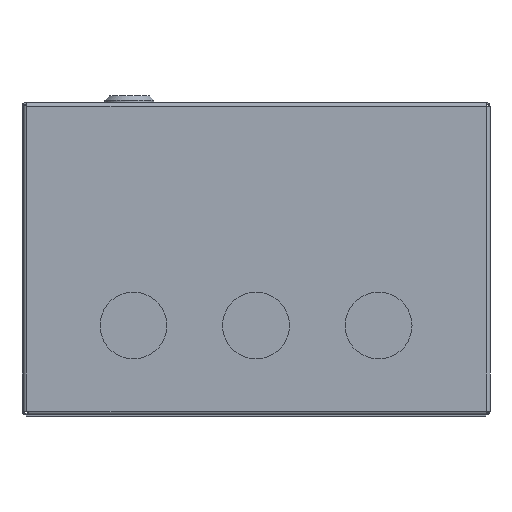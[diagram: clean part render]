
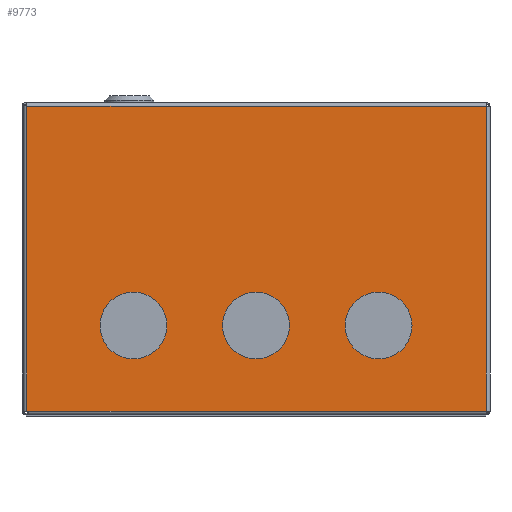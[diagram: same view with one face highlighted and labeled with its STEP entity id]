
A CAD part, front view. The second image highlights one B-rep face of the part: STEP entity #9773.
In plain terms, the highlighted planar face has unit normal (0, -1, 0).
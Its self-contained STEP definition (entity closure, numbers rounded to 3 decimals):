
#370 = DIRECTION ( 'NONE',  ( -1., 0., 0. ) ) ;
#531 = EDGE_CURVE ( 'NONE', #10398, #2672, #15334, .T. ) ;
#556 = VERTEX_POINT ( 'NONE', #14867 ) ;
#882 = EDGE_LOOP ( 'NONE', ( #20374, #3101, #3369, #14957 ) ) ;
#1822 = AXIS2_PLACEMENT_3D ( 'NONE', #19622, #17780, #8952 ) ;
#1825 = DIRECTION ( 'NONE',  ( -1., 0., 0. ) ) ;
#2672 = VERTEX_POINT ( 'NONE', #18506 ) ;
#2952 = CARTESIAN_POINT ( 'NONE',  ( -65., -135., -30. ) ) ;
#3028 = VECTOR ( 'NONE', #370, 1000. ) ;
#3101 = ORIENTED_EDGE ( 'NONE', *, *, #10422, .T. ) ;
#3369 = ORIENTED_EDGE ( 'NONE', *, *, #21060, .T. ) ;
#3564 = FACE_BOUND ( 'NONE', #14790, .T. ) ;
#3640 = CIRCLE ( 'NONE', #16161, 15. ) ;
#3952 = DIRECTION ( 'NONE',  ( 0., -1., 0. ) ) ;
#3964 = CARTESIAN_POINT ( 'NONE',  ( -175., -135., -30. ) ) ;
#4001 = AXIS2_PLACEMENT_3D ( 'NONE', #9389, #11249, #1825 ) ;
#4261 = CARTESIAN_POINT ( 'NONE',  ( -145., -135., -30. ) ) ;
#4308 = CARTESIAN_POINT ( 'NONE',  ( -35., -135., -30. ) ) ;
#4549 = ORIENTED_EDGE ( 'NONE', *, *, #531, .F. ) ;
#4635 = EDGE_LOOP ( 'NONE', ( #19863, #6527 ) ) ;
#5357 = DIRECTION ( 'NONE',  ( 1., 0., 0. ) ) ;
#5629 = DIRECTION ( 'NONE',  ( -1., 0., 0. ) ) ;
#5755 = DIRECTION ( 'NONE',  ( 0., 1., 0. ) ) ;
#5867 = FACE_BOUND ( 'NONE', #17854, .T. ) ;
#6212 = DIRECTION ( 'NONE',  ( 0., 0., -1. ) ) ;
#6257 = VECTOR ( 'NONE', #6212, 1000. ) ;
#6303 = VERTEX_POINT ( 'NONE', #3964 ) ;
#6527 = ORIENTED_EDGE ( 'NONE', *, *, #20179, .F. ) ;
#7187 = VERTEX_POINT ( 'NONE', #4308 ) ;
#7265 = VECTOR ( 'NONE', #12793, 1000. ) ;
#7388 = CARTESIAN_POINT ( 'NONE',  ( -1.6, -135., -68.4 ) ) ;
#7817 = CARTESIAN_POINT ( 'NONE',  ( -0.6, -135., 68.4 ) ) ;
#7819 = LINE ( 'NONE', #17152, #3028 ) ;
#8908 = DIRECTION ( 'NONE',  ( 0., -1., 0. ) ) ;
#8952 = DIRECTION ( 'NONE',  ( 1., 0., 0. ) ) ;
#9389 = CARTESIAN_POINT ( 'NONE',  ( -50., -135., -30. ) ) ;
#9773 = ADVANCED_FACE ( 'NONE', ( #3564, #11272, #5867, #16897 ), #20823, .F. ) ;
#9825 = LINE ( 'NONE', #11807, #21758 ) ;
#9946 = AXIS2_PLACEMENT_3D ( 'NONE', #15241, #17081, #11565 ) ;
#10131 = ORIENTED_EDGE ( 'NONE', *, *, #17112, .F. ) ;
#10221 = EDGE_CURVE ( 'NONE', #22263, #6303, #12380, .T. ) ;
#10398 = VERTEX_POINT ( 'NONE', #11275 ) ;
#10422 = EDGE_CURVE ( 'NONE', #12720, #15260, #7819, .T. ) ;
#10756 = CIRCLE ( 'NONE', #9946, 15. ) ;
#10945 = LINE ( 'NONE', #20272, #7265 ) ;
#11249 = DIRECTION ( 'NONE',  ( 0., -1., 0. ) ) ;
#11272 = FACE_BOUND ( 'NONE', #4635, .T. ) ;
#11275 = CARTESIAN_POINT ( 'NONE',  ( -120., -135., -30. ) ) ;
#11420 = DIRECTION ( 'NONE',  ( 1., 0., 0. ) ) ;
#11565 = DIRECTION ( 'NONE',  ( 1., 0., 0. ) ) ;
#11713 = VERTEX_POINT ( 'NONE', #7388 ) ;
#11807 = CARTESIAN_POINT ( 'NONE',  ( -0.6, -135., -68.4 ) ) ;
#12380 = CIRCLE ( 'NONE', #1822, 15. ) ;
#12720 = VERTEX_POINT ( 'NONE', #21079 ) ;
#12793 = DIRECTION ( 'NONE',  ( 0., 0., -1. ) ) ;
#13008 = EDGE_CURVE ( 'NONE', #12720, #11713, #21285, .T. ) ;
#13369 = DIRECTION ( 'NONE',  ( 0., -1., 0. ) ) ;
#14571 = CIRCLE ( 'NONE', #4001, 15. ) ;
#14790 = EDGE_LOOP ( 'NONE', ( #10131, #22027 ) ) ;
#14867 = CARTESIAN_POINT ( 'NONE',  ( -207.8, -135., -68.4 ) ) ;
#14957 = ORIENTED_EDGE ( 'NONE', *, *, #21365, .T. ) ;
#15241 = CARTESIAN_POINT ( 'NONE',  ( -160., -135., -30. ) ) ;
#15260 = VERTEX_POINT ( 'NONE', #19618 ) ;
#15334 = CIRCLE ( 'NONE', #15695, 15. ) ;
#15695 = AXIS2_PLACEMENT_3D ( 'NONE', #18548, #3952, #11420 ) ;
#16161 = AXIS2_PLACEMENT_3D ( 'NONE', #22803, #13369, #17164 ) ;
#16897 = FACE_OUTER_BOUND ( 'NONE', #882, .T. ) ;
#17081 = DIRECTION ( 'NONE',  ( 0., -1., 0. ) ) ;
#17112 = EDGE_CURVE ( 'NONE', #7187, #22623, #14571, .T. ) ;
#17152 = CARTESIAN_POINT ( 'NONE',  ( -0.6, -135., 68.4 ) ) ;
#17164 = DIRECTION ( 'NONE',  ( -1., 0., 0. ) ) ;
#17349 = AXIS2_PLACEMENT_3D ( 'NONE', #18237, #8908, #5357 ) ;
#17565 = ORIENTED_EDGE ( 'NONE', *, *, #18524, .F. ) ;
#17780 = DIRECTION ( 'NONE',  ( 0., -1., 0. ) ) ;
#17854 = EDGE_LOOP ( 'NONE', ( #17565, #4549 ) ) ;
#17960 = EDGE_CURVE ( 'NONE', #22623, #7187, #3640, .T. ) ;
#18237 = CARTESIAN_POINT ( 'NONE',  ( -105., -135., -30. ) ) ;
#18506 = CARTESIAN_POINT ( 'NONE',  ( -90., -135., -30. ) ) ;
#18524 = EDGE_CURVE ( 'NONE', #2672, #10398, #19715, .T. ) ;
#18548 = CARTESIAN_POINT ( 'NONE',  ( -105., -135., -30. ) ) ;
#19538 = DIRECTION ( 'NONE',  ( 1., 0., 0. ) ) ;
#19618 = CARTESIAN_POINT ( 'NONE',  ( -207.8, -135., 68.4 ) ) ;
#19622 = CARTESIAN_POINT ( 'NONE',  ( -160., -135., -30. ) ) ;
#19715 = CIRCLE ( 'NONE', #17349, 15. ) ;
#19863 = ORIENTED_EDGE ( 'NONE', *, *, #10221, .F. ) ;
#20179 = EDGE_CURVE ( 'NONE', #6303, #22263, #10756, .T. ) ;
#20272 = CARTESIAN_POINT ( 'NONE',  ( -207.8, -135., 68.4 ) ) ;
#20374 = ORIENTED_EDGE ( 'NONE', *, *, #13008, .F. ) ;
#20823 = PLANE ( 'NONE',  #22567 ) ;
#21060 = EDGE_CURVE ( 'NONE', #15260, #556, #10945, .T. ) ;
#21079 = CARTESIAN_POINT ( 'NONE',  ( -1.6, -135., 68.4 ) ) ;
#21285 = LINE ( 'NONE', #21643, #6257 ) ;
#21365 = EDGE_CURVE ( 'NONE', #556, #11713, #9825, .T. ) ;
#21643 = CARTESIAN_POINT ( 'NONE',  ( -1.6, -135., -68.4 ) ) ;
#21758 = VECTOR ( 'NONE', #19538, 1000. ) ;
#22027 = ORIENTED_EDGE ( 'NONE', *, *, #17960, .F. ) ;
#22263 = VERTEX_POINT ( 'NONE', #4261 ) ;
#22567 = AXIS2_PLACEMENT_3D ( 'NONE', #7817, #5755, #5629 ) ;
#22623 = VERTEX_POINT ( 'NONE', #2952 ) ;
#22803 = CARTESIAN_POINT ( 'NONE',  ( -50., -135., -30. ) ) ;
